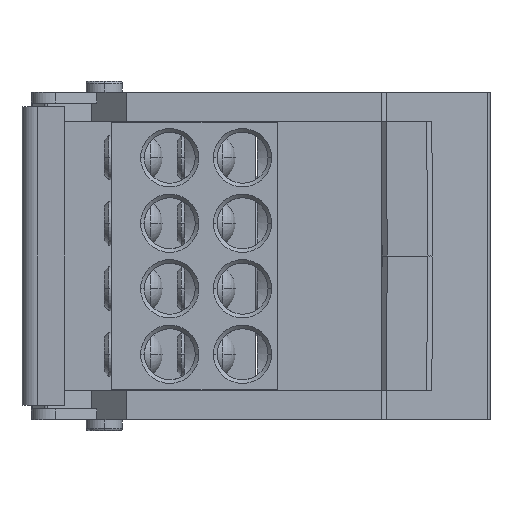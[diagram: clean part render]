
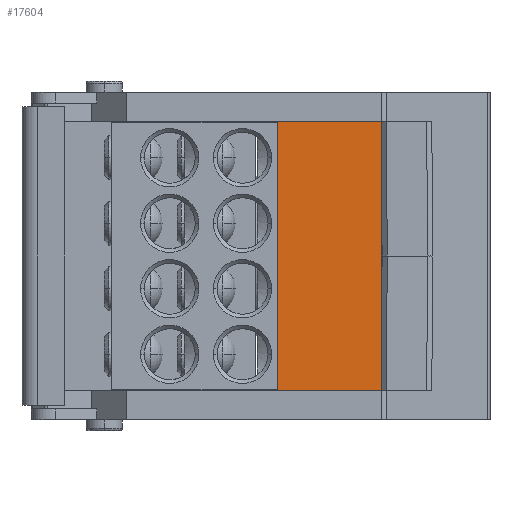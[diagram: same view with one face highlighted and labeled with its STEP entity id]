
A CAD part, left-side view. The second image highlights one B-rep face of the part: STEP entity #17604.
In plain terms, the highlighted planar face has unit normal (-1, 0, 0).
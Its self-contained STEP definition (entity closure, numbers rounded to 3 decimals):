
#1083=DIRECTION('',(0.,-1.,0.));
#1084=VECTOR('',#1083,14.3);
#1085=CARTESIAN_POINT('',(6.9,29.2,-23.5));
#1086=LINE('',#1085,#1084);
#1591=DIRECTION('',(0.,1.,0.));
#1592=VECTOR('',#1591,14.3);
#1593=CARTESIAN_POINT('',(6.9,14.9,13.5));
#1594=LINE('',#1593,#1592);
#4133=DIRECTION('',(0.,0.,-1.));
#4134=VECTOR('',#4133,37.);
#4135=CARTESIAN_POINT('',(6.9,14.9,13.5));
#4136=LINE('',#4135,#4134);
#4141=DIRECTION('',(0.,0.,-1.));
#4142=VECTOR('',#4141,37.);
#4143=CARTESIAN_POINT('',(6.9,29.2,13.5));
#4144=LINE('',#4143,#4142);
#9163=CARTESIAN_POINT('',(6.9,29.2,-23.5));
#9164=CARTESIAN_POINT('',(6.9,14.9,-23.5));
#9165=VERTEX_POINT('',#9163);
#9166=VERTEX_POINT('',#9164);
#9813=CARTESIAN_POINT('',(6.9,14.9,13.5));
#9814=CARTESIAN_POINT('',(6.9,29.2,13.5));
#9815=VERTEX_POINT('',#9813);
#9816=VERTEX_POINT('',#9814);
#17592=CARTESIAN_POINT('',(6.9,29.2,-5.));
#17593=DIRECTION('',(-1.,0.,0.));
#17594=DIRECTION('',(0.,-1.,0.));
#17595=AXIS2_PLACEMENT_3D('',#17592,#17593,#17594);
#17596=PLANE('',#17595);
#17598=ORIENTED_EDGE('',*,*,#17597,.F.);
#17599=ORIENTED_EDGE('',*,*,#12871,.F.);
#17600=ORIENTED_EDGE('',*,*,#17578,.T.);
#17601=ORIENTED_EDGE('',*,*,#12381,.F.);
#17602=EDGE_LOOP('',(#17598,#17599,#17600,#17601));
#17603=FACE_OUTER_BOUND('',#17602,.F.);
#17604=ADVANCED_FACE('',(#17603),#17596,.T.);
#12381=EDGE_CURVE('',#9165,#9166,#1086,.T.);
#12871=EDGE_CURVE('',#9815,#9816,#1594,.T.);
#17578=EDGE_CURVE('',#9815,#9166,#4136,.T.);
#17597=EDGE_CURVE('',#9816,#9165,#4144,.T.);
